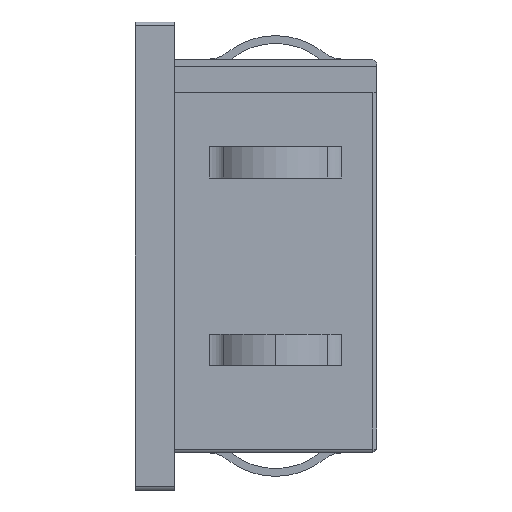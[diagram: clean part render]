
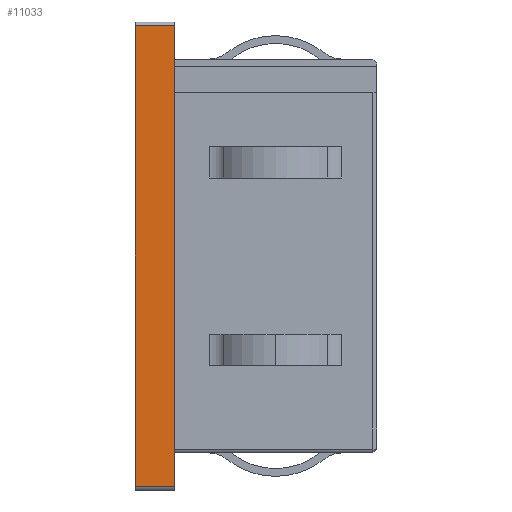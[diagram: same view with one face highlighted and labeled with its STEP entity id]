
A CAD part, left-side view. The second image highlights one B-rep face of the part: STEP entity #11033.
In plain terms, the highlighted planar face has unit normal (-1, 0, 0).
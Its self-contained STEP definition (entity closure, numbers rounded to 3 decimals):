
#44 = CARTESIAN_POINT ( 'NONE',  ( -30., 5., 29.5 ) ) ;
#103 = EDGE_CURVE ( 'NONE', #5310, #8969, #1873, .T. ) ;
#145 = ORIENTED_EDGE ( 'NONE', *, *, #11936, .T. ) ;
#1234 = DIRECTION ( 'NONE',  ( 0., 0., 1. ) ) ;
#1677 = VECTOR ( 'NONE', #1861, 1000. ) ;
#1763 = DIRECTION ( 'NONE',  ( 1., 0., 0. ) ) ;
#1861 = DIRECTION ( 'NONE',  ( 0., 1., 0. ) ) ;
#1873 = LINE ( 'NONE', #14591, #4719 ) ;
#2514 = CARTESIAN_POINT ( 'NONE',  ( -30., 0., -29.5 ) ) ;
#3088 = CARTESIAN_POINT ( 'NONE',  ( -30., 0., 29.5 ) ) ;
#3171 = CARTESIAN_POINT ( 'NONE',  ( -30., 5., 29.5 ) ) ;
#3714 = CARTESIAN_POINT ( 'NONE',  ( -30., 0., -30. ) ) ;
#4044 = VERTEX_POINT ( 'NONE', #44 ) ;
#4719 = VECTOR ( 'NONE', #4846, 1000. ) ;
#4846 = DIRECTION ( 'NONE',  ( 0., -1., 0. ) ) ;
#5310 = VERTEX_POINT ( 'NONE', #7894 ) ;
#5558 = ORIENTED_EDGE ( 'NONE', *, *, #12158, .T. ) ;
#5740 = AXIS2_PLACEMENT_3D ( 'NONE', #6630, #1763, #9135 ) ;
#5766 = FACE_OUTER_BOUND ( 'NONE', #8306, .T. ) ;
#6090 = EDGE_CURVE ( 'NONE', #5310, #4044, #14699, .T. ) ;
#6630 = CARTESIAN_POINT ( 'NONE',  ( -30., 5., -30. ) ) ;
#6664 = LINE ( 'NONE', #3171, #1677 ) ;
#6870 = VECTOR ( 'NONE', #1234, 1000. ) ;
#7894 = CARTESIAN_POINT ( 'NONE',  ( -30., 5., -29.5 ) ) ;
#8068 = PLANE ( 'NONE',  #5740 ) ;
#8306 = EDGE_LOOP ( 'NONE', ( #145, #5558, #8991, #10545 ) ) ;
#8969 = VERTEX_POINT ( 'NONE', #2514 ) ;
#8991 = ORIENTED_EDGE ( 'NONE', *, *, #6090, .F. ) ;
#9135 = DIRECTION ( 'NONE',  ( 0., 0., -1. ) ) ;
#9811 = VERTEX_POINT ( 'NONE', #3088 ) ;
#10290 = VECTOR ( 'NONE', #15862, 1000. ) ;
#10545 = ORIENTED_EDGE ( 'NONE', *, *, #103, .T. ) ;
#11033 = ADVANCED_FACE ( 'NONE', ( #5766 ), #8068, .F. ) ;
#11936 = EDGE_CURVE ( 'NONE', #8969, #9811, #13375, .T. ) ;
#12158 = EDGE_CURVE ( 'NONE', #9811, #4044, #6664, .T. ) ;
#13375 = LINE ( 'NONE', #3714, #10290 ) ;
#13430 = CARTESIAN_POINT ( 'NONE',  ( -30., 5., -30. ) ) ;
#14591 = CARTESIAN_POINT ( 'NONE',  ( -30., 5., -29.5 ) ) ;
#14699 = LINE ( 'NONE', #13430, #6870 ) ;
#15862 = DIRECTION ( 'NONE',  ( 0., 0., 1. ) ) ;
